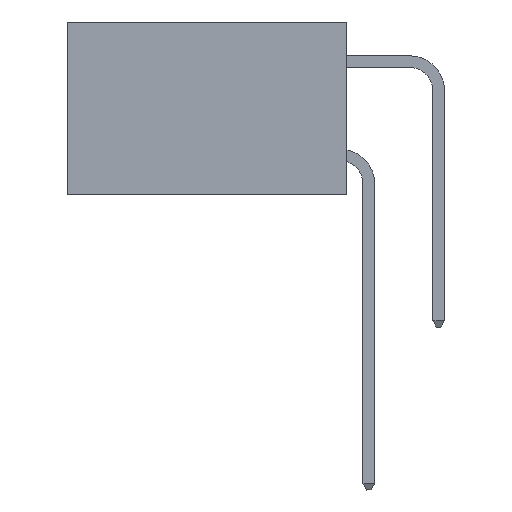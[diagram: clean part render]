
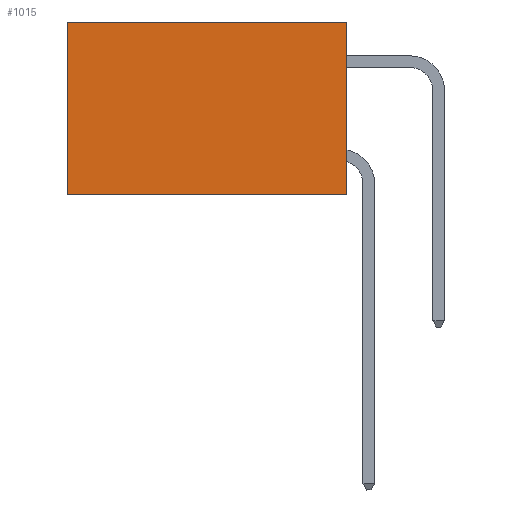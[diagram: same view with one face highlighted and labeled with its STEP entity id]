
A CAD part, left-side view. The second image highlights one B-rep face of the part: STEP entity #1015.
In plain terms, the highlighted planar face has unit normal (-1, 0, 0).
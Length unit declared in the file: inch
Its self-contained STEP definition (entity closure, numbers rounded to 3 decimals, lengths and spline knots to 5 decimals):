
#59 = ORIENTED_EDGE ( 'NONE', *, *, #6518, .T. ) ;
#814 = PLANE ( 'NONE',  #21509 ) ;
#882 = VERTEX_POINT ( 'NONE', #22713 ) ;
#1015 = ADVANCED_FACE ( 'NONE', ( #19745 ), #814, .F. ) ;
#3408 = EDGE_LOOP ( 'NONE', ( #5444, #24061, #24602, #59 ) ) ;
#3702 = LINE ( 'NONE', #11942, #8520 ) ;
#4671 = CARTESIAN_POINT ( 'NONE',  ( 0.2875, 0., 0. ) ) ;
#5444 = ORIENTED_EDGE ( 'NONE', *, *, #21067, .T. ) ;
#5628 = CARTESIAN_POINT ( 'NONE',  ( 0.2875, 0.6, 0. ) ) ;
#6421 = EDGE_CURVE ( 'NONE', #18690, #882, #11037, .T. ) ;
#6518 = EDGE_CURVE ( 'NONE', #13573, #21997, #25303, .T. ) ;
#7505 = CARTESIAN_POINT ( 'NONE',  ( 0.2875, 0., 0. ) ) ;
#8520 = VECTOR ( 'NONE', #13968, 39.37008 ) ;
#9074 = CARTESIAN_POINT ( 'NONE',  ( 0.2875, 0., 0. ) ) ;
#10361 = LINE ( 'NONE', #5628, #19930 ) ;
#10403 = EDGE_CURVE ( 'NONE', #13573, #18690, #3702, .T. ) ;
#11037 = LINE ( 'NONE', #21349, #21203 ) ;
#11189 = DIRECTION ( 'NONE',  ( 0., 0., -1. ) ) ;
#11396 = DIRECTION ( 'NONE',  ( 0., 1., 0. ) ) ;
#11942 = CARTESIAN_POINT ( 'NONE',  ( 0.2875, 0., 0. ) ) ;
#13573 = VERTEX_POINT ( 'NONE', #9074 ) ;
#13968 = DIRECTION ( 'NONE',  ( 0., 0., -1. ) ) ;
#14502 = VECTOR ( 'NONE', #19757, 39.37008 ) ;
#17883 = DIRECTION ( 'NONE',  ( 0., 0., -1. ) ) ;
#18690 = VERTEX_POINT ( 'NONE', #21326 ) ;
#19745 = FACE_OUTER_BOUND ( 'NONE', #3408, .T. ) ;
#19757 = DIRECTION ( 'NONE',  ( 0., 1., 0. ) ) ;
#19930 = VECTOR ( 'NONE', #17883, 39.37008 ) ;
#20942 = CARTESIAN_POINT ( 'NONE',  ( 0.2875, 0.6, 0. ) ) ;
#21067 = EDGE_CURVE ( 'NONE', #21997, #882, #10361, .T. ) ;
#21203 = VECTOR ( 'NONE', #11396, 39.37008 ) ;
#21326 = CARTESIAN_POINT ( 'NONE',  ( 0.2875, 0., -0.37 ) ) ;
#21349 = CARTESIAN_POINT ( 'NONE',  ( 0.2875, 0., -0.37 ) ) ;
#21509 = AXIS2_PLACEMENT_3D ( 'NONE', #4671, #25366, #11189 ) ;
#21997 = VERTEX_POINT ( 'NONE', #20942 ) ;
#22713 = CARTESIAN_POINT ( 'NONE',  ( 0.2875, 0.6, -0.37 ) ) ;
#24061 = ORIENTED_EDGE ( 'NONE', *, *, #6421, .F. ) ;
#24602 = ORIENTED_EDGE ( 'NONE', *, *, #10403, .F. ) ;
#25303 = LINE ( 'NONE', #7505, #14502 ) ;
#25366 = DIRECTION ( 'NONE',  ( 1., 0., 0. ) ) ;
